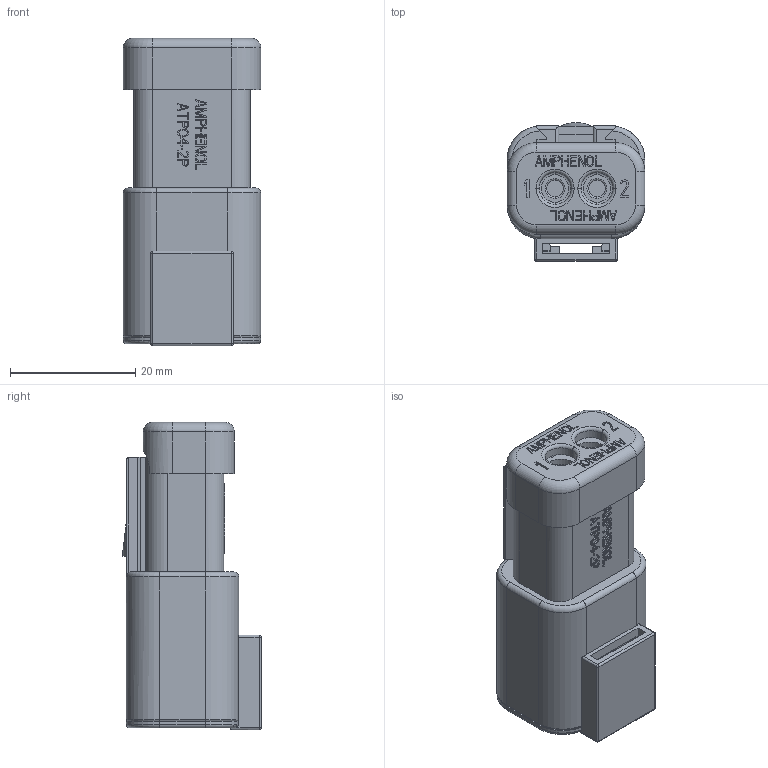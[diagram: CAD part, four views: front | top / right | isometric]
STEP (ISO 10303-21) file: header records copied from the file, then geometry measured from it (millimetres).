
FILE_DESCRIPTION((''),'2;1');
FILE_NAME('PL000167','2016-01-08T',('Orion.Li'),(''),'PRO/ENGINEER BY PARAMETRIC TECHNOLOGY CORPORATION, 2013230','PRO/ENGINEER BY PARAMETRIC TECHNOLOGY CORPORATION, 2013230','');
FILE_SCHEMA(('CONFIG_CONTROL_DESIGN'));
Length unit declared in the file: millimetre
Products named in the file (1): PL000167
Bounding box: 22 x 22.08 x 49.1 mm (x, y, z)
Volume: 11533.9 mm3; surface area: 7204.6 mm2
Topology: 1 solids, 8 shells, 1192 faces, 3201 edges, 2082 vertices
Faces by surface type: plane 981, cylinder 124, torus 52, cone 21, sphere 8, bspline 6
Entity records: 37303 total; most frequent: CARTESIAN_POINT 7335, ORIENTED_EDGE 6394, DIRECTION 5816, EDGE_CURVE 3197, VECTOR 2804, LINE 2804, VERTEX_POINT 2082, AXIS2_PLACEMENT_3D 1506
